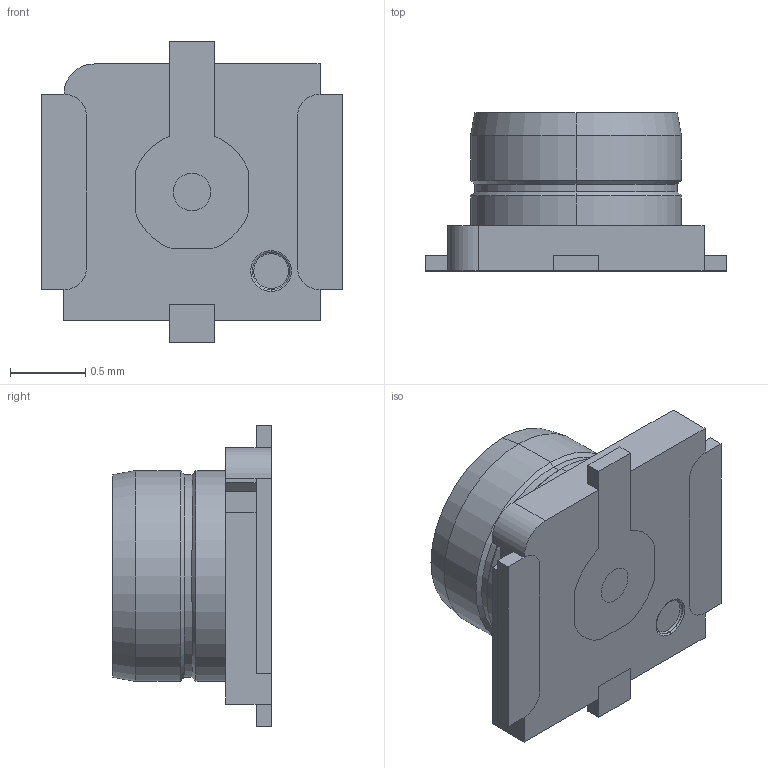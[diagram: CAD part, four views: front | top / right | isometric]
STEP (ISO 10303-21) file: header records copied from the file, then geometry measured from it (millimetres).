
FILE_DESCRIPTION (( 'STEP AP214' ), '1' );
FILE_NAME ('RSP-122811-02.STEP', '2023-01-28T02:55:33', ( '' ), ( '' ), 'SwSTEP 2.0', 'SolidWorks 2021', '' );
FILE_SCHEMA (( 'AUTOMOTIVE_DESIGN' ));
Length unit declared in the file: millimetre
Products named in the file (1): RSP-122811-02
Bounding box: 2 x 1.05 x 2 mm (x, y, z)
Volume: 1.4 mm3; surface area: 23.1 mm2
Topology: 8 solids, 8 shells, 113 faces, 272 edges, 174 vertices
Faces by surface type: plane 62, cylinder 37, cone 8, torus 4, sphere 2
Entity records: 3357 total; most frequent: DIRECTION 582, CARTESIAN_POINT 554, ORIENTED_EDGE 536, EDGE_CURVE 268, AXIS2_PLACEMENT_3D 200, VECTOR 182, LINE 182, VERTEX_POINT 172
